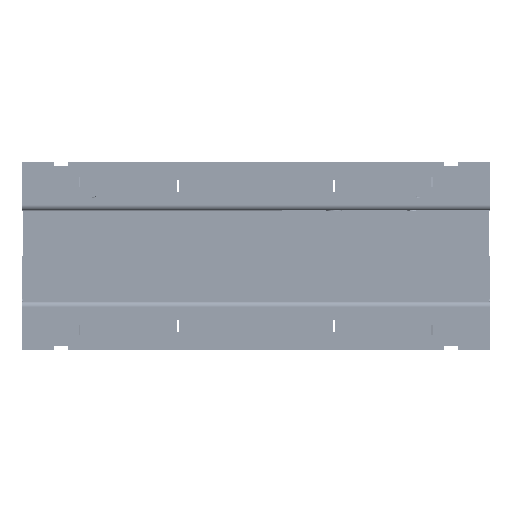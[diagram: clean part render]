
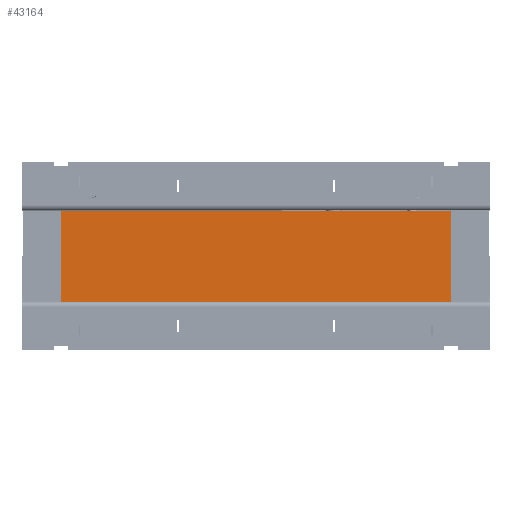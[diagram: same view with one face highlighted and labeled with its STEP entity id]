
A CAD part, front view. The second image highlights one B-rep face of the part: STEP entity #43164.
In plain terms, the highlighted planar face has unit normal (0, -1, 0).
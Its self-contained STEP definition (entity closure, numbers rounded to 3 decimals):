
#2511=FACE_OUTER_BOUND('',#4718,.T.);
#4718=EDGE_LOOP('',(#29043,#29044,#29045,#29046));
#7274=LINE('',#61627,#12460);
#7286=LINE('',#61669,#12472);
#7290=LINE('',#61677,#12476);
#7291=LINE('',#61678,#12477);
#12460=VECTOR('',#49134,10.);
#12472=VECTOR('',#49168,10.);
#12476=VECTOR('',#49176,10.);
#12477=VECTOR('',#49177,10.);
#17645=VERTEX_POINT('',#61623);
#17647=VERTEX_POINT('',#61626);
#17666=VERTEX_POINT('',#61667);
#17668=VERTEX_POINT('',#61676);
#22265=EDGE_CURVE('',#17647,#17645,#7274,.T.);
#22285=EDGE_CURVE('',#17645,#17666,#7286,.T.);
#22289=EDGE_CURVE('',#17666,#17668,#7290,.T.);
#22290=EDGE_CURVE('',#17668,#17647,#7291,.T.);
#29043=ORIENTED_EDGE('',*,*,#22289,.T.);
#29044=ORIENTED_EDGE('',*,*,#22290,.T.);
#29045=ORIENTED_EDGE('',*,*,#22265,.T.);
#29046=ORIENTED_EDGE('',*,*,#22285,.T.);
#40430=PLANE('',#45490);
#43164=ADVANCED_FACE('',(#2511),#40430,.T.);
#45490=AXIS2_PLACEMENT_3D('',#61675,#49174,#49175);
#49134=DIRECTION('',(1.,0.,0.));
#49168=DIRECTION('',(0.,0.,1.));
#49174=DIRECTION('center_axis',(0.,-1.,0.));
#49175=DIRECTION('ref_axis',(0.,0.,
-1.));
#49176=DIRECTION('',(-1.,0.,0.));
#49177=DIRECTION('',(0.,0.,-1.));
#61623=CARTESIAN_POINT('',(150.,-150.,-35.));
#61626=CARTESIAN_POINT('',(-150.,-150.,-35.));
#61627=CARTESIAN_POINT('',(-150.,-150.,-35.));
#61667=CARTESIAN_POINT('',(150.,-150.,35.));
#61669=CARTESIAN_POINT('',(150.,-150.,0.));
#61675=CARTESIAN_POINT('Origin',(150.,-150.,0.));
#61676=CARTESIAN_POINT('',(-150.,-150.,35.));
#61677=CARTESIAN_POINT('',(-150.,-150.,35.));
#61678=CARTESIAN_POINT('',(-150.,-150.,0.));
